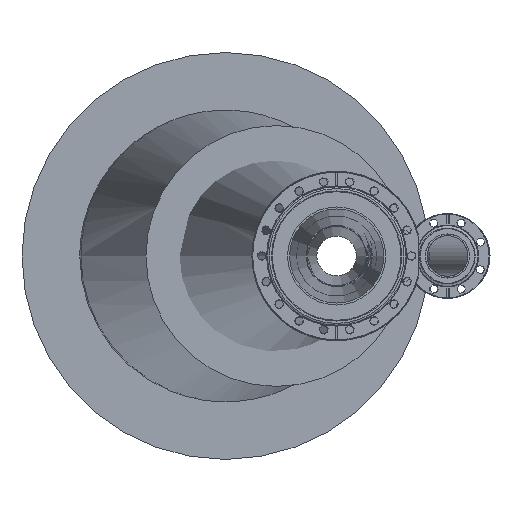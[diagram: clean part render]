
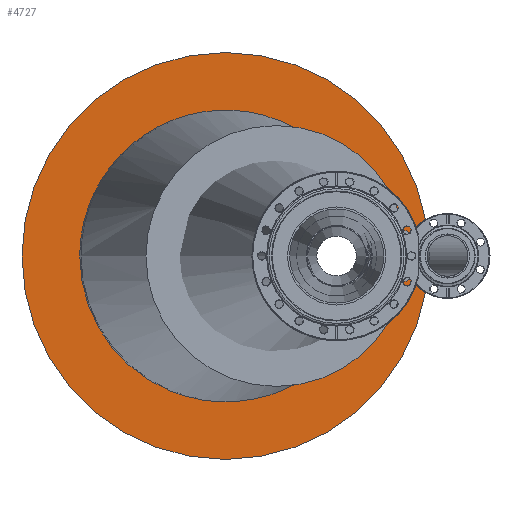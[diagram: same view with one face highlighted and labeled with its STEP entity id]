
A CAD part, left-side view. The second image highlights one B-rep face of the part: STEP entity #4727.
In plain terms, the highlighted face is planar.
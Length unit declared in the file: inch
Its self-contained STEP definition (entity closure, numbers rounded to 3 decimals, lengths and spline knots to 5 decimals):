
#104=B_SPLINE_CURVE_WITH_KNOTS('',3,(#7922,#7923,#7924,#7925,#7926,#7927,
#7928,#7929,#7930,#7931,#7932,#7933,#7934,#7935,#7936,#7937,#7938,#7939,
#7940,#7941,#7942,#7943,#7944,#7945,#7946,#7947,#7948,#7949,#7950,#7951,
#7952,#7953,#7954,#7955,#7956,#7957,#7958,#7959,#7960,#7961,#7962,#7963,
#7964,#7965,#7966,#7967,#7968,#7969,#7970,#7971,#7972,#7973,#7974,#7975,
#7976,#7977,#7978,#7979,#7980,#7981,#7982,#7983,#7984,#7985,#7986,#7987,
#7988,#7989,#7990,#7991,#7992,#7993,#7994,#7995,#7996,#7997),
 .UNSPECIFIED.,.T.,.F.,(4,3,3,3,3,3,3,3,3,3,3,3,3,3,3,3,3,3,3,3,3,3,3,3,
3,4),(-81.66616,-78.34262,-75.01908,-71.69554,
-68.372,-63.94062,-59.50924,-55.07785,
-52.86216,-50.64647,-46.21509,-41.7837,
-37.35232,-32.92094,-28.48955,-24.05817,
-19.62678,-15.1954,-11.87186,-8.54833,
-5.22479,-1.90125,1.42229,4.74583,8.06936,
11.3929),.UNSPECIFIED.);
#236=FACE_BOUND('',#922,.T.);
#392=PLANE('',#5462);
#613=FACE_OUTER_BOUND('',#921,.T.);
#921=EDGE_LOOP('',(#3403));
#922=EDGE_LOOP('',(#3404));
#1857=CIRCLE('',#5463,20.592);
#2235=VERTEX_POINT('',#7919);
#2236=VERTEX_POINT('',#7921);
#2676=EDGE_CURVE('',#2235,#2235,#1857,.T.);
#2677=EDGE_CURVE('',#2236,#2236,#104,.T.);
#3403=ORIENTED_EDGE('',*,*,#2676,.T.);
#3404=ORIENTED_EDGE('',*,*,#2677,.F.);
#4727=ADVANCED_FACE('',(#613,#236),#392,.F.);
#5462=AXIS2_PLACEMENT_3D('',#7918,#6257,#6258);
#5463=AXIS2_PLACEMENT_3D('',#7920,#6259,#6260);
#6257=DIRECTION('center_axis',(0.,0.,1.));
#6258=DIRECTION('ref_axis',(1.,0.,0.));
#6259=DIRECTION('center_axis',(0.,0.,-1.));
#6260=DIRECTION('ref_axis',(1.,0.,0.));
#7918=CARTESIAN_POINT('Origin',(9.952,0.,399.));
#7919=CARTESIAN_POINT('',(-10.64,0.,399.));
#7920=CARTESIAN_POINT('Origin',(9.952,0.,399.));
#7921=CARTESIAN_POINT('',(24.69365,0.,399.));
#7922=CARTESIAN_POINT('Ctrl Pts',(24.69365,0.,
399.));
#7923=CARTESIAN_POINT('Ctrl Pts',(24.69365,-1.10453,399.));
#7924=CARTESIAN_POINT('Ctrl Pts',(24.5692,-2.20904,399.));
#7925=CARTESIAN_POINT('Ctrl Pts',(24.32343,-3.28589,399.));
#7926=CARTESIAN_POINT('Ctrl Pts',(24.07766,-4.36274,399.));
#7927=CARTESIAN_POINT('Ctrl Pts',(23.71058,-5.41192,399.));
#7928=CARTESIAN_POINT('Ctrl Pts',(23.23134,-6.40705,399.));
#7929=CARTESIAN_POINT('Ctrl Pts',(22.7521,-7.40219,399.));
#7930=CARTESIAN_POINT('Ctrl Pts',(22.16071,-8.34327,399.));
#7931=CARTESIAN_POINT('Ctrl Pts',(21.47208,-9.20687,399.));
#7932=CARTESIAN_POINT('Ctrl Pts',(20.78345,-10.07047,399.));
#7933=CARTESIAN_POINT('Ctrl Pts',(19.99759,-10.85659,399.));
#7934=CARTESIAN_POINT('Ctrl Pts',(19.134,-11.54519,399.));
#7935=CARTESIAN_POINT('Ctrl Pts',(17.98255,-12.46333,399.));
#7936=CARTESIAN_POINT('Ctrl Pts',(16.6929,-13.20808,399.));
#7937=CARTESIAN_POINT('Ctrl Pts',(15.32203,-13.74607,399.));
#7938=CARTESIAN_POINT('Ctrl Pts',(13.95117,-14.28406,399.));
#7939=CARTESIAN_POINT('Ctrl Pts',(12.49908,-14.61527,399.));
#7940=CARTESIAN_POINT('Ctrl Pts',(11.03051,-14.72526,399.));
#7941=CARTESIAN_POINT('Ctrl Pts',(9.56195,-14.83525,399.));
#7942=CARTESIAN_POINT('Ctrl Pts',(8.07692,-14.72402,399.));
#7943=CARTESIAN_POINT('Ctrl Pts',(6.64117,-14.3964,399.));
#7944=CARTESIAN_POINT('Ctrl Pts',(5.92329,-14.23259,399.));
#7945=CARTESIAN_POINT('Ctrl Pts',(5.21774,-14.01469,399.));
#7946=CARTESIAN_POINT('Ctrl Pts',(4.53225,-13.74566,399.));
#7947=CARTESIAN_POINT('Ctrl Pts',(3.84677,-13.47664,399.));
#7948=CARTESIAN_POINT('Ctrl Pts',(3.18135,-13.15649,399.));
#7949=CARTESIAN_POINT('Ctrl Pts',(2.54369,-12.7883,399.));
#7950=CARTESIAN_POINT('Ctrl Pts',(1.26837,-12.05192,399.));
#7951=CARTESIAN_POINT('Ctrl Pts',(0.10409,-11.12333,399.));
#7952=CARTESIAN_POINT('Ctrl Pts',(-0.8976,-10.04383,
399.));
#7953=CARTESIAN_POINT('Ctrl Pts',(-1.89928,-8.96432,399.));
#7954=CARTESIAN_POINT('Ctrl Pts',(-2.73836,-7.73389,399.));
#7955=CARTESIAN_POINT('Ctrl Pts',(-3.37732,-6.40708,399.));
#7956=CARTESIAN_POINT('Ctrl Pts',(-4.01628,-5.08027,399.));
#7957=CARTESIAN_POINT('Ctrl Pts',(-4.45512,-3.65709,399.));
#7958=CARTESIAN_POINT('Ctrl Pts',(-4.67458,-2.20088,399.));
#7959=CARTESIAN_POINT('Ctrl Pts',(-4.89404,-0.74467,
399.));
#7960=CARTESIAN_POINT('Ctrl Pts',(-4.89413,0.74455,399.));
#7961=CARTESIAN_POINT('Ctrl Pts',(-4.67465,2.20077,399.));
#7962=CARTESIAN_POINT('Ctrl Pts',(-4.45516,3.65698,399.));
#7963=CARTESIAN_POINT('Ctrl Pts',(-4.01612,5.08018,399.));
#7964=CARTESIAN_POINT('Ctrl Pts',(-3.37713,6.40699,399.));
#7965=CARTESIAN_POINT('Ctrl Pts',(-2.73815,7.73379,399.));
#7966=CARTESIAN_POINT('Ctrl Pts',(-1.89923,8.96421,399.));
#7967=CARTESIAN_POINT('Ctrl Pts',(-0.8976,10.04379,399.));
#7968=CARTESIAN_POINT('Ctrl Pts',(0.10403,11.12337,399.));
#7969=CARTESIAN_POINT('Ctrl Pts',(1.26836,12.05211,399.));
#7970=CARTESIAN_POINT('Ctrl Pts',(2.54371,12.78844,399.));
#7971=CARTESIAN_POINT('Ctrl Pts',(3.81905,13.52477,399.));
#7972=CARTESIAN_POINT('Ctrl Pts',(5.2054,14.06868,399.));
#7973=CARTESIAN_POINT('Ctrl Pts',(6.64113,14.39652,399.));
#7974=CARTESIAN_POINT('Ctrl Pts',(7.71793,14.64239,399.));
#7975=CARTESIAN_POINT('Ctrl Pts',(8.82251,14.76672,399.));
#7976=CARTESIAN_POINT('Ctrl Pts',(9.92705,14.76668,399.));
#7977=CARTESIAN_POINT('Ctrl Pts',(11.03159,14.76664,399.));
#7978=CARTESIAN_POINT('Ctrl Pts',(12.13609,14.64223,399.));
#7979=CARTESIAN_POINT('Ctrl Pts',(13.21292,14.39647,399.));
#7980=CARTESIAN_POINT('Ctrl Pts',(14.28975,14.1507,399.));
#7981=CARTESIAN_POINT('Ctrl Pts',(15.33891,13.78359,399.));
#7982=CARTESIAN_POINT('Ctrl Pts',(16.33405,13.30435,399.));
#7983=CARTESIAN_POINT('Ctrl Pts',(17.3292,12.82511,399.));
#7984=CARTESIAN_POINT('Ctrl Pts',(18.27034,12.23374,399.));
#7985=CARTESIAN_POINT('Ctrl Pts',(19.13388,11.54507,399.));
#7986=CARTESIAN_POINT('Ctrl Pts',(19.99743,10.8564,399.));
#7987=CARTESIAN_POINT('Ctrl Pts',(20.78339,10.07044,399.));
#7988=CARTESIAN_POINT('Ctrl Pts',(21.47205,9.20688,399.));
#7989=CARTESIAN_POINT('Ctrl Pts',(22.16071,8.34332,399.));
#7990=CARTESIAN_POINT('Ctrl Pts',(22.75207,7.40217,399.));
#7991=CARTESIAN_POINT('Ctrl Pts',(23.2313,6.40702,399.));
#7992=CARTESIAN_POINT('Ctrl Pts',(23.71054,5.41188,399.));
#7993=CARTESIAN_POINT('Ctrl Pts',(24.07765,4.36273,399.));
#7994=CARTESIAN_POINT('Ctrl Pts',(24.32342,3.28589,399.));
#7995=CARTESIAN_POINT('Ctrl Pts',(24.5692,2.20906,399.));
#7996=CARTESIAN_POINT('Ctrl Pts',(24.69365,1.10453,399.));
#7997=CARTESIAN_POINT('Ctrl Pts',(24.69365,0.,
399.));
